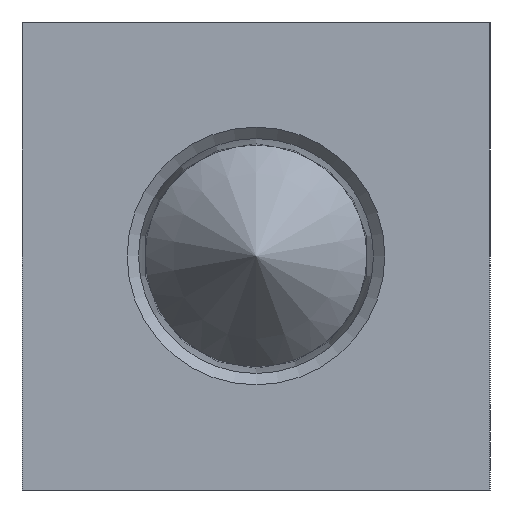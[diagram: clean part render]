
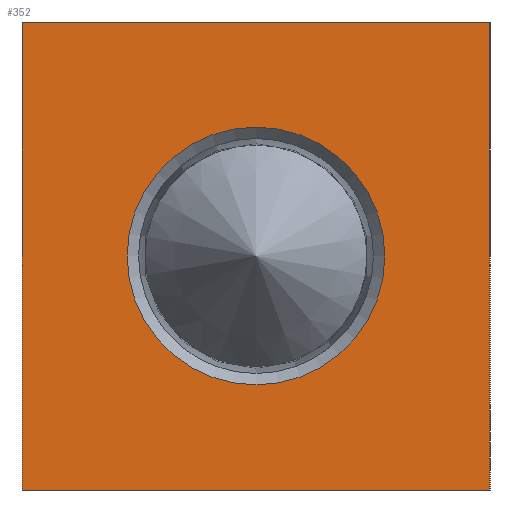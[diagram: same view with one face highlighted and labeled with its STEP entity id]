
A CAD part, left-side view. The second image highlights one B-rep face of the part: STEP entity #352.
In plain terms, the highlighted planar face has unit normal (-1, 0, 0).
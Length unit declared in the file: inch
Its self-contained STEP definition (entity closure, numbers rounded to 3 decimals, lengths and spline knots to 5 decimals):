
#352 = ADVANCED_FACE( '', ( #781, #782 ), #783, .F. );
#781 = FACE_BOUND( '', #1256, .T. );
#782 = FACE_OUTER_BOUND( '', #1257, .T. );
#783 = PLANE( '', #1258 );
#1256 = EDGE_LOOP( '', ( #2271 ) );
#1257 = EDGE_LOOP( '', ( #2272, #2273, #2274, #2275 ) );
#1258 = AXIS2_PLACEMENT_3D( '', #2276, #2277, #2278 );
#2271 = ORIENTED_EDGE( '', *, *, #3079, .T. );
#2272 = ORIENTED_EDGE( '', *, *, #2857, .F. );
#2273 = ORIENTED_EDGE( '', *, *, #2951, .F. );
#2274 = ORIENTED_EDGE( '', *, *, #2725, .F. );
#2275 = ORIENTED_EDGE( '', *, *, #3059, .F. );
#2276 = CARTESIAN_POINT( '', ( 0., 0., 0. ) );
#2277 = DIRECTION( '', ( 1., 0., 0. ) );
#2278 = DIRECTION( '', ( 0., 0., -1. ) );
#2725 = EDGE_CURVE( '', #3270, #3271, #3272, .T. );
#2857 = EDGE_CURVE( '', #3499, #3500, #3501, .T. );
#2951 = EDGE_CURVE( '', #3271, #3499, #3640, .T. );
#3059 = EDGE_CURVE( '', #3500, #3270, #3776, .T. );
#3079 = EDGE_CURVE( '', #3797, #3797, #3798, .T. );
#3270 = VERTEX_POINT( '', #4026 );
#3271 = VERTEX_POINT( '', #4027 );
#3272 = LINE( '', #4028, #4029 );
#3499 = VERTEX_POINT( '', #4336 );
#3500 = VERTEX_POINT( '', #4337 );
#3501 = LINE( '', #4338, #4339 );
#3640 = LINE( '', #4526, #4527 );
#3776 = LINE( '', #4716, #4717 );
#3797 = VERTEX_POINT( '', #4746 );
#3798 = CIRCLE( '', #4747, 0.68824 );
#4026 = CARTESIAN_POINT( '', ( 0., 0., 2.5 ) );
#4027 = CARTESIAN_POINT( '', ( 0., 0., 0. ) );
#4028 = CARTESIAN_POINT( '', ( 0., 0., 2.5 ) );
#4029 = VECTOR( '', #4947, 39.37008 );
#4336 = CARTESIAN_POINT( '', ( 0., 2.5, 0. ) );
#4337 = CARTESIAN_POINT( '', ( 0., 2.5, 2.5 ) );
#4338 = CARTESIAN_POINT( '', ( 0., 2.5, 0. ) );
#4339 = VECTOR( '', #5130, 39.37008 );
#4526 = CARTESIAN_POINT( '', ( 0., 0., 0. ) );
#4527 = VECTOR( '', #5233, 39.37008 );
#4716 = CARTESIAN_POINT( '', ( 0., 2.5, 2.5 ) );
#4717 = VECTOR( '', #5338, 39.37008 );
#4746 = CARTESIAN_POINT( '', ( 0., 1.25, 0.56176 ) );
#4747 = AXIS2_PLACEMENT_3D( '', #5350, #5351, #5352 );
#4947 = DIRECTION( '', ( 0., 0., -1. ) );
#5130 = DIRECTION( '', ( 0., 0., 1. ) );
#5233 = DIRECTION( '', ( 0., 1., 0. ) );
#5338 = DIRECTION( '', ( 0., -1., 0. ) );
#5350 = CARTESIAN_POINT( '', ( 0., 1.25, 1.25 ) );
#5351 = DIRECTION( '', ( 1., 0., 0. ) );
#5352 = DIRECTION( '', ( 0., 0., -1. ) );
